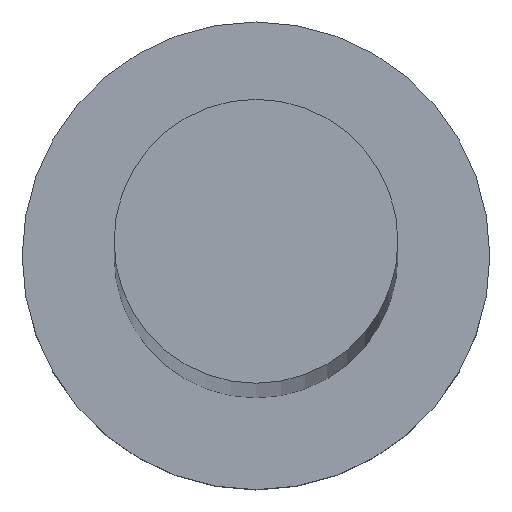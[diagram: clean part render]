
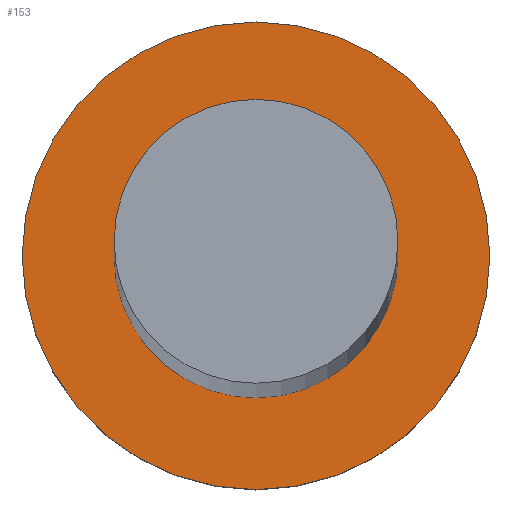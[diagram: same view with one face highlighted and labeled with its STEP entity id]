
A CAD part, top view. The second image highlights one B-rep face of the part: STEP entity #153.
In plain terms, the highlighted planar face has unit normal (0, 0, 1).
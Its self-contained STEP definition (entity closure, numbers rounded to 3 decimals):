
#1 = EDGE_CURVE ( 'NONE', #129, #149, #51, .T. ) ;
#9 = DIRECTION ( 'NONE',  ( 0., 0., 1. ) ) ;
#13 = DIRECTION ( 'NONE',  ( 0., 0., 1. ) ) ;
#15 = ORIENTED_EDGE ( 'NONE', *, *, #236, .F. ) ;
#17 = CARTESIAN_POINT ( 'NONE',  ( -7., 0., 5. ) ) ;
#21 = VERTEX_POINT ( 'NONE', #47 ) ;
#22 = CIRCLE ( 'NONE', #108, 4.25 ) ;
#31 = CARTESIAN_POINT ( 'NONE',  ( 0., 0., 5. ) ) ;
#34 = PLANE ( 'NONE',  #38 ) ;
#38 = AXIS2_PLACEMENT_3D ( 'NONE', #109, #186, #150 ) ;
#40 = FACE_OUTER_BOUND ( 'NONE', #170, .T. ) ;
#45 = ORIENTED_EDGE ( 'NONE', *, *, #1, .T. ) ;
#47 = CARTESIAN_POINT ( 'NONE',  ( -4.25, 0., 5. ) ) ;
#50 = EDGE_CURVE ( 'NONE', #149, #129, #157, .T. ) ;
#51 = CIRCLE ( 'NONE', #67, 7. ) ;
#56 = ORIENTED_EDGE ( 'NONE', *, *, #144, .F. ) ;
#67 = AXIS2_PLACEMENT_3D ( 'NONE', #84, #158, #159 ) ;
#80 = AXIS2_PLACEMENT_3D ( 'NONE', #81, #9, #125 ) ;
#81 = CARTESIAN_POINT ( 'NONE',  ( 0., 0., 5. ) ) ;
#84 = CARTESIAN_POINT ( 'NONE',  ( 0., 0., 5. ) ) ;
#108 = AXIS2_PLACEMENT_3D ( 'NONE', #31, #13, #147 ) ;
#109 = CARTESIAN_POINT ( 'NONE',  ( 0., 0., 5. ) ) ;
#111 = CARTESIAN_POINT ( 'NONE',  ( 0., 0., 5. ) ) ;
#125 = DIRECTION ( 'NONE',  ( 1., 0., 0. ) ) ;
#129 = VERTEX_POINT ( 'NONE', #17 ) ;
#132 = CARTESIAN_POINT ( 'NONE',  ( 7., 0., 5. ) ) ;
#144 = EDGE_CURVE ( 'NONE', #208, #21, #199, .T. ) ;
#145 = AXIS2_PLACEMENT_3D ( 'NONE', #111, #209, #152 ) ;
#147 = DIRECTION ( 'NONE',  ( 1., 0., 0. ) ) ;
#149 = VERTEX_POINT ( 'NONE', #132 ) ;
#150 = DIRECTION ( 'NONE',  ( 1., 0., 0. ) ) ;
#151 = ORIENTED_EDGE ( 'NONE', *, *, #50, .T. ) ;
#152 = DIRECTION ( 'NONE',  ( 1., 0., 0. ) ) ;
#153 = ADVANCED_FACE ( 'NONE', ( #169, #40 ), #34, .T. ) ;
#157 = CIRCLE ( 'NONE', #80, 7. ) ;
#158 = DIRECTION ( 'NONE',  ( 0., 0., 1. ) ) ;
#159 = DIRECTION ( 'NONE',  ( 1., 0., 0. ) ) ;
#169 = FACE_BOUND ( 'NONE', #211, .T. ) ;
#170 = EDGE_LOOP ( 'NONE', ( #45, #151 ) ) ;
#186 = DIRECTION ( 'NONE',  ( 0., 0., 1. ) ) ;
#189 = CARTESIAN_POINT ( 'NONE',  ( 4.25, 0., 5. ) ) ;
#199 = CIRCLE ( 'NONE', #145, 4.25 ) ;
#208 = VERTEX_POINT ( 'NONE', #189 ) ;
#209 = DIRECTION ( 'NONE',  ( 0., 0., 1. ) ) ;
#211 = EDGE_LOOP ( 'NONE', ( #15, #56 ) ) ;
#236 = EDGE_CURVE ( 'NONE', #21, #208, #22, .T. ) ;
